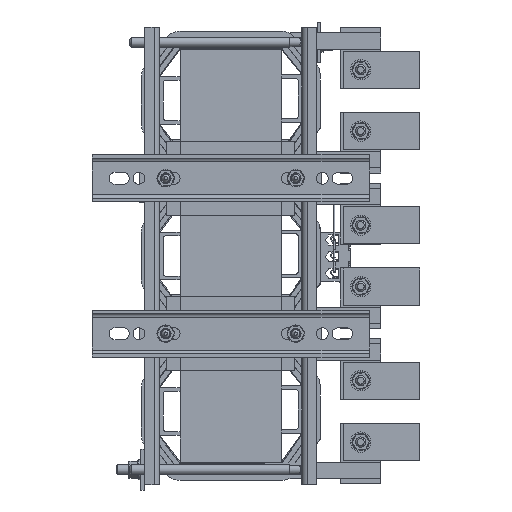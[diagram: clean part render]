
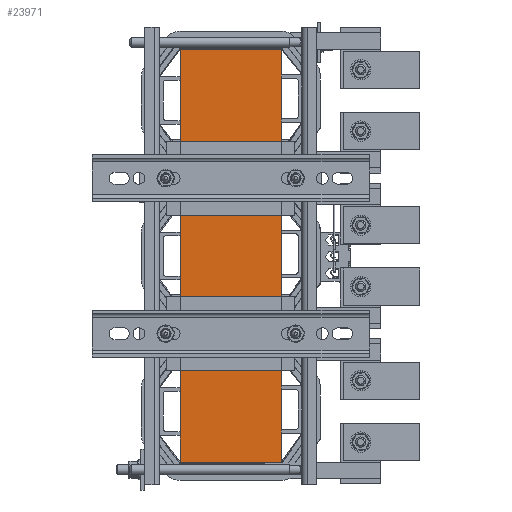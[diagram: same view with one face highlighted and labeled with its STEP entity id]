
A CAD part, front view. The second image highlights one B-rep face of the part: STEP entity #23971.
In plain terms, the highlighted planar face has unit normal (0, -1, 0).
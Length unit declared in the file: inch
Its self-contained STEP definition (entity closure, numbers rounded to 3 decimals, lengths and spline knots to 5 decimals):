
#2495=FACE_OUTER_BOUND('',#3830,.T.);
#3830=EDGE_LOOP('',(#17040,#17041,#17042,#17043));
#5548=LINE('',#35197,#8021);
#5553=LINE('',#35206,#8026);
#5557=LINE('',#35214,#8030);
#5558=LINE('',#35216,#8031);
#8021=VECTOR('',#28817,0.3937);
#8026=VECTOR('',#28824,0.3937);
#8030=VECTOR('',#28832,0.3937);
#8031=VECTOR('',#28835,0.3937);
#10405=VERTEX_POINT('',#35193);
#10407=VERTEX_POINT('',#35196);
#10409=VERTEX_POINT('',#35202);
#10412=VERTEX_POINT('',#35212);
#12919=EDGE_CURVE('',#10407,#10405,#5548,.T.);
#12924=EDGE_CURVE('',#10409,#10407,#5553,.T.);
#12928=EDGE_CURVE('',#10405,#10412,#5557,.T.);
#12929=EDGE_CURVE('',#10412,#10409,#5558,.T.);
#17040=ORIENTED_EDGE('',*,*,#12929,.T.);
#17041=ORIENTED_EDGE('',*,*,#12924,.T.);
#17042=ORIENTED_EDGE('',*,*,#12919,.T.);
#17043=ORIENTED_EDGE('',*,*,#12928,.T.);
#23094=PLANE('',#26130);
#23971=ADVANCED_FACE('',(#2495),#23094,.T.);
#26130=AXIS2_PLACEMENT_3D('',#35215,#28833,#28834);
#28817=DIRECTION('',(1.,0.,0.));
#28824=DIRECTION('',(0.,0.,-1.));
#28832=DIRECTION('',(0.,0.,1.));
#28833=DIRECTION('center_axis',(0.,-1.,0.));
#28834=DIRECTION('ref_axis',(0.,0.,-1.));
#28835=DIRECTION('',(-1.,0.,0.));
#35193=CARTESIAN_POINT('',(2.64847,-2.6455,-7.625));
#35196=CARTESIAN_POINT('',(-1.10153,-2.6455,-7.625));
#35197=CARTESIAN_POINT('',(2.64847,-2.6455,-7.625));
#35202=CARTESIAN_POINT('',(-1.10153,-2.6455,7.625));
#35206=CARTESIAN_POINT('',(-1.10153,-2.6455,0.));
#35212=CARTESIAN_POINT('',(2.64847,-2.6455,7.625));
#35214=CARTESIAN_POINT('',(2.64847,-2.6455,0.));
#35215=CARTESIAN_POINT('Origin',(2.64847,-2.6455,0.));
#35216=CARTESIAN_POINT('',(2.64847,-2.6455,7.625));
